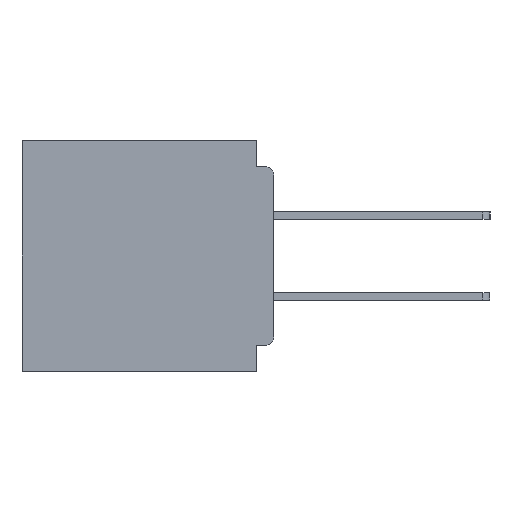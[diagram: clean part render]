
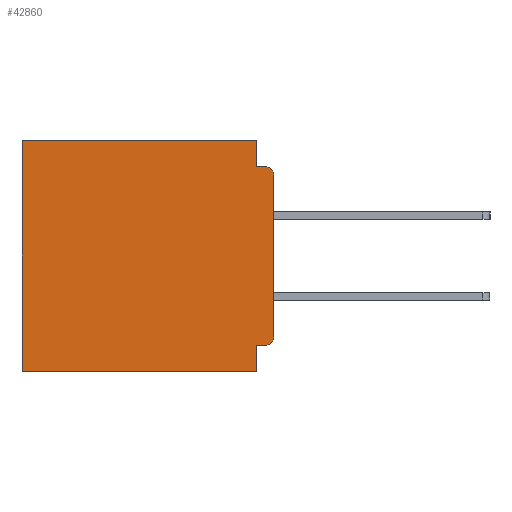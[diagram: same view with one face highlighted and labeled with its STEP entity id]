
A CAD part, left-side view. The second image highlights one B-rep face of the part: STEP entity #42860.
In plain terms, the highlighted planar face has unit normal (-1, 0, 0).
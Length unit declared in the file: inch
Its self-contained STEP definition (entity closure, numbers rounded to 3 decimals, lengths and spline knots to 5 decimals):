
#782 = VERTEX_POINT ( 'NONE', #12101 ) ;
#789 = CARTESIAN_POINT ( 'NONE',  ( 0.3, 0.015, -0.34 ) ) ;
#1096 = EDGE_CURVE ( 'NONE', #28696, #8559, #32526, .T. ) ;
#2433 = ORIENTED_EDGE ( 'NONE', *, *, #45293, .F. ) ;
#3121 = LINE ( 'NONE', #29782, #25249 ) ;
#4079 = ORIENTED_EDGE ( 'NONE', *, *, #38184, .F. ) ;
#4340 = DIRECTION ( 'NONE',  ( 0., 0., -1. ) ) ;
#5235 = DIRECTION ( 'NONE',  ( 0., 0., -1. ) ) ;
#5394 = EDGE_LOOP ( 'NONE', ( #4079, #41562, #48916, #49748, #32056, #25562, #22295, #2433, #15720, #42974 ) ) ;
#6663 = DIRECTION ( 'NONE',  ( 1., 0., 0. ) ) ;
#8559 = VERTEX_POINT ( 'NONE', #42968 ) ;
#12101 = CARTESIAN_POINT ( 'NONE',  ( 0.3, 0.015, -0.045 ) ) ;
#15540 = VECTOR ( 'NONE', #48149, 39.37008 ) ;
#15562 = CARTESIAN_POINT ( 'NONE',  ( 0.3, 0., -0.4 ) ) ;
#15720 = ORIENTED_EDGE ( 'NONE', *, *, #49545, .F. ) ;
#16923 = LINE ( 'NONE', #30514, #15540 ) ;
#17312 = VERTEX_POINT ( 'NONE', #25873 ) ;
#17852 = LINE ( 'NONE', #22704, #42626 ) ;
#17900 = VERTEX_POINT ( 'NONE', #44029 ) ;
#17977 = EDGE_CURVE ( 'NONE', #49560, #28696, #17852, .T. ) ;
#18100 = CARTESIAN_POINT ( 'NONE',  ( 0.3, 0.031, -0.355 ) ) ;
#19730 = DIRECTION ( 'NONE',  ( 0., 0., -1. ) ) ;
#22295 = ORIENTED_EDGE ( 'NONE', *, *, #33152, .F. ) ;
#22704 = CARTESIAN_POINT ( 'NONE',  ( 0.3, 0., 0. ) ) ;
#23318 = CIRCLE ( 'NONE', #37387, 0.015 ) ;
#23736 = DIRECTION ( 'NONE',  ( 0., 0., -1. ) ) ;
#24208 = CARTESIAN_POINT ( 'NONE',  ( 0.3, 0., -0.045 ) ) ;
#25249 = VECTOR ( 'NONE', #56070, 39.37008 ) ;
#25292 = DIRECTION ( 'NONE',  ( -1., 0., 0. ) ) ;
#25562 = ORIENTED_EDGE ( 'NONE', *, *, #1096, .T. ) ;
#25613 = CARTESIAN_POINT ( 'NONE',  ( 0.3, 0.031, 0. ) ) ;
#25873 = CARTESIAN_POINT ( 'NONE',  ( 0.3, 0.031, -0.4 ) ) ;
#26686 = CARTESIAN_POINT ( 'NONE',  ( 0.3, 0.015, -0.355 ) ) ;
#27022 = CARTESIAN_POINT ( 'NONE',  ( 0.3, 0., -0.4 ) ) ;
#28306 = CIRCLE ( 'NONE', #39507, 0.015 ) ;
#28696 = VERTEX_POINT ( 'NONE', #40996 ) ;
#29722 = EDGE_CURVE ( 'NONE', #53347, #29915, #28306, .T. ) ;
#29782 = CARTESIAN_POINT ( 'NONE',  ( 0.3, 0., -0.355 ) ) ;
#29915 = VERTEX_POINT ( 'NONE', #37178 ) ;
#30006 = DIRECTION ( 'NONE',  ( 0., 0., -1. ) ) ;
#30514 = CARTESIAN_POINT ( 'NONE',  ( 0.3, 0.031, -0.4 ) ) ;
#31408 = VECTOR ( 'NONE', #35851, 39.37008 ) ;
#31622 = DIRECTION ( 'NONE',  ( -1., 0., 0. ) ) ;
#32056 = ORIENTED_EDGE ( 'NONE', *, *, #17977, .T. ) ;
#32523 = VECTOR ( 'NONE', #23736, 39.37008 ) ;
#32526 = LINE ( 'NONE', #34639, #54491 ) ;
#33152 = EDGE_CURVE ( 'NONE', #17312, #8559, #56120, .T. ) ;
#33904 = LINE ( 'NONE', #50011, #32523 ) ;
#34319 = CARTESIAN_POINT ( 'NONE',  ( 0.3, 0.031, -0.045 ) ) ;
#34639 = CARTESIAN_POINT ( 'NONE',  ( 0.3, 0.437, -0.4 ) ) ;
#35363 = EDGE_CURVE ( 'NONE', #49560, #39754, #41170, .T. ) ;
#35851 = DIRECTION ( 'NONE',  ( 0., 1., 0. ) ) ;
#36998 = PLANE ( 'NONE',  #43455 ) ;
#37178 = CARTESIAN_POINT ( 'NONE',  ( 0.3, 0., -0.34 ) ) ;
#37387 = AXIS2_PLACEMENT_3D ( 'NONE', #51562, #25292, #55974 ) ;
#38184 = EDGE_CURVE ( 'NONE', #17900, #29915, #33904, .T. ) ;
#38420 = VECTOR ( 'NONE', #30006, 39.37008 ) ;
#39507 = AXIS2_PLACEMENT_3D ( 'NONE', #789, #31622, #5235 ) ;
#39754 = VERTEX_POINT ( 'NONE', #34319 ) ;
#40996 = CARTESIAN_POINT ( 'NONE',  ( 0.3, 0.437, 0. ) ) ;
#41170 = LINE ( 'NONE', #25613, #38420 ) ;
#41316 = FACE_OUTER_BOUND ( 'NONE', #5394, .T. ) ;
#41562 = ORIENTED_EDGE ( 'NONE', *, *, #48463, .T. ) ;
#42626 = VECTOR ( 'NONE', #53409, 39.37008 ) ;
#42650 = VERTEX_POINT ( 'NONE', #18100 ) ;
#42860 = ADVANCED_FACE ( 'NONE', ( #41316 ), #36998, .F. ) ;
#42968 = CARTESIAN_POINT ( 'NONE',  ( 0.3, 0.437, -0.4 ) ) ;
#42974 = ORIENTED_EDGE ( 'NONE', *, *, #29722, .T. ) ;
#43455 = AXIS2_PLACEMENT_3D ( 'NONE', #15562, #6663, #4340 ) ;
#44029 = CARTESIAN_POINT ( 'NONE',  ( 0.3, 0., -0.06 ) ) ;
#45038 = VECTOR ( 'NONE', #54895, 39.37008 ) ;
#45293 = EDGE_CURVE ( 'NONE', #42650, #17312, #16923, .T. ) ;
#45877 = EDGE_CURVE ( 'NONE', #39754, #782, #53924, .T. ) ;
#47432 = CARTESIAN_POINT ( 'NONE',  ( 0.3, 0.031, 0. ) ) ;
#48149 = DIRECTION ( 'NONE',  ( 0., 0., -1. ) ) ;
#48463 = EDGE_CURVE ( 'NONE', #17900, #782, #23318, .T. ) ;
#48916 = ORIENTED_EDGE ( 'NONE', *, *, #45877, .F. ) ;
#49545 = EDGE_CURVE ( 'NONE', #53347, #42650, #3121, .T. ) ;
#49560 = VERTEX_POINT ( 'NONE', #47432 ) ;
#49748 = ORIENTED_EDGE ( 'NONE', *, *, #35363, .F. ) ;
#50011 = CARTESIAN_POINT ( 'NONE',  ( 0.3, 0., -0.4 ) ) ;
#51562 = CARTESIAN_POINT ( 'NONE',  ( 0.3, 0.015, -0.06 ) ) ;
#53347 = VERTEX_POINT ( 'NONE', #26686 ) ;
#53409 = DIRECTION ( 'NONE',  ( 0., 1., 0. ) ) ;
#53924 = LINE ( 'NONE', #24208, #45038 ) ;
#54491 = VECTOR ( 'NONE', #19730, 39.37008 ) ;
#54895 = DIRECTION ( 'NONE',  ( 0., -1., 0. ) ) ;
#55974 = DIRECTION ( 'NONE',  ( 0., 0., -1. ) ) ;
#56070 = DIRECTION ( 'NONE',  ( 0., 1., 0. ) ) ;
#56120 = LINE ( 'NONE', #27022, #31408 ) ;
